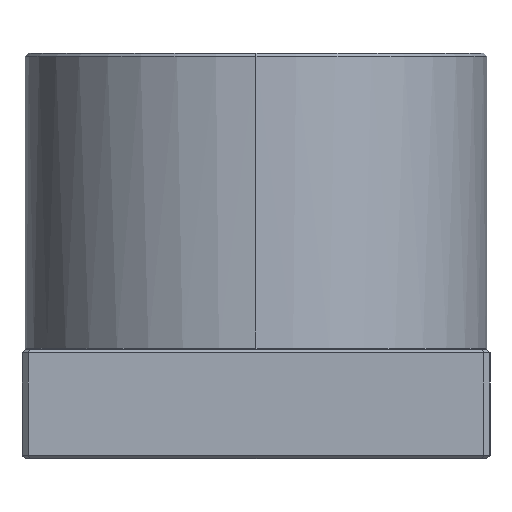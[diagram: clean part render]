
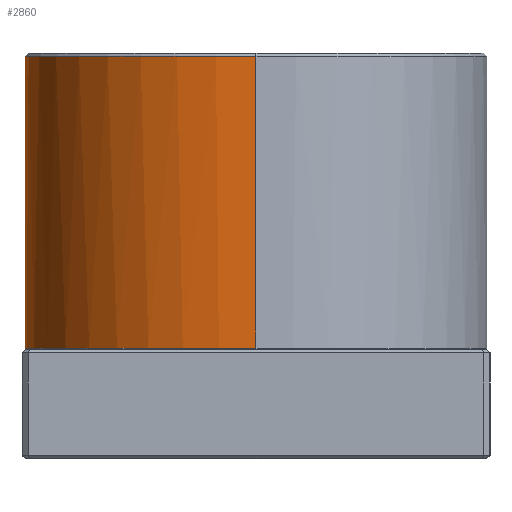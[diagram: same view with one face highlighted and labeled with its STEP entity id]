
A CAD part, left-side view. The second image highlights one B-rep face of the part: STEP entity #2860.
In plain terms, the highlighted cylindrical face has radius 74 mm (diameter 148 mm), a partial arc.
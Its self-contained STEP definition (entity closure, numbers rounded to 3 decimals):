
#17 = VERTEX_POINT ( 'NONE', #1910 ) ;
#24 = DIRECTION ( 'NONE',  ( 0., 0., 1. ) ) ;
#67 = CARTESIAN_POINT ( 'NONE',  ( -2.855, 73.959, 35.236 ) ) ;
#141 = DIRECTION ( 'NONE',  ( 1., 0., 0. ) ) ;
#143 = ORIENTED_EDGE ( 'NONE', *, *, #1594, .T. ) ;
#185 = CIRCLE ( 'NONE', #645, 74. ) ;
#242 = VERTEX_POINT ( 'NONE', #2014 ) ;
#246 = CARTESIAN_POINT ( 'NONE',  ( 0., 0., 130. ) ) ;
#270 = CIRCLE ( 'NONE', #3370, 74. ) ;
#326 = CARTESIAN_POINT ( 'NONE',  ( -5.707, 73.783, 35.419 ) ) ;
#344 = CARTESIAN_POINT ( 'NONE',  ( 74., 0., 130. ) ) ;
#378 = CARTESIAN_POINT ( 'NONE',  ( -74., 0., 130. ) ) ;
#471 = CYLINDRICAL_SURFACE ( 'NONE', #3212, 74. ) ;
#491 = EDGE_CURVE ( 'NONE', #495, #242, #270, .T. ) ;
#495 = VERTEX_POINT ( 'NONE', #2059 ) ;
#541 = LINE ( 'NONE', #378, #3229 ) ;
#581 = CARTESIAN_POINT ( 'NONE',  ( -7.847, 73.586, 35.5 ) ) ;
#634 = CARTESIAN_POINT ( 'NONE',  ( -74., 0., 35.5 ) ) ;
#645 = AXIS2_PLACEMENT_3D ( 'NONE', #3252, #1694, #141 ) ;
#681 = LINE ( 'NONE', #344, #3362 ) ;
#702 = CARTESIAN_POINT ( 'NONE',  ( 8.559, 73.503, 35.5 ) ) ;
#743 = ORIENTED_EDGE ( 'NONE', *, *, #1949, .T. ) ;
#953 = CARTESIAN_POINT ( 'NONE',  ( 7.134, 73.659, 35.48 ) ) ;
#1086 = CARTESIAN_POINT ( 'NONE',  ( 0., 74., 35. ) ) ;
#1171 = VERTEX_POINT ( 'NONE', #2918 ) ;
#1213 = CARTESIAN_POINT ( 'NONE',  ( 8.559, 73.503, 35.5 ) ) ;
#1220 = CARTESIAN_POINT ( 'NONE',  ( 4.994, 73.835, 35.378 ) ) ;
#1337 = ORIENTED_EDGE ( 'NONE', *, *, #3255, .T. ) ;
#1344 = CARTESIAN_POINT ( 'NONE',  ( -1.427, 74., 35.118 ) ) ;
#1354 = ORIENTED_EDGE ( 'NONE', *, *, #2117, .T. ) ;
#1365 = B_SPLINE_CURVE_WITH_KNOTS ( 'NONE', 3,
 ( #702, #1989, #953, #2768, #1220, #3043, #1481, #3308 ),
 .UNSPECIFIED., .F., .F.,
 ( 4, 2, 2, 4 ),
 ( 0., 0.002, 0.004, 0.009 ),
 .UNSPECIFIED. ) ;
#1427 = EDGE_CURVE ( 'NONE', #495, #1433, #541, .T. ) ;
#1433 = VERTEX_POINT ( 'NONE', #634 ) ;
#1481 = CARTESIAN_POINT ( 'NONE',  ( 1.428, 74., 35.118 ) ) ;
#1531 = DIRECTION ( 'NONE',  ( 0., 0., -1. ) ) ;
#1567 = CARTESIAN_POINT ( 'NONE',  ( 0., 0., 35.5 ) ) ;
#1594 = EDGE_CURVE ( 'NONE', #17, #1433, #3365, .T. ) ;
#1694 = DIRECTION ( 'NONE',  ( 0., 0., 1. ) ) ;
#1772 = EDGE_CURVE ( 'NONE', #1171, #17, #1880, .T. ) ;
#1830 = DIRECTION ( 'NONE',  ( 1., 0., 0. ) ) ;
#1873 = CARTESIAN_POINT ( 'NONE',  ( -4.994, 73.835, 35.378 ) ) ;
#1880 = B_SPLINE_CURVE_WITH_KNOTS ( 'NONE', 3,
 ( #1086, #1344, #67, #1873, #326, #2137, #581, #2389 ),
 .UNSPECIFIED., .F., .F.,
 ( 4, 2, 2, 4 ),
 ( 0., 0.004, 0.006, 0.009 ),
 .UNSPECIFIED. ) ;
#1910 = CARTESIAN_POINT ( 'NONE',  ( -8.559, 73.503, 35.5 ) ) ;
#1949 = EDGE_CURVE ( 'NONE', #2765, #1171, #1365, .T. ) ;
#1989 = CARTESIAN_POINT ( 'NONE',  ( 7.847, 73.586, 35.5 ) ) ;
#2014 = CARTESIAN_POINT ( 'NONE',  ( 74., 0., 129. ) ) ;
#2059 = CARTESIAN_POINT ( 'NONE',  ( -74., 0., 129. ) ) ;
#2117 = EDGE_CURVE ( 'NONE', #242, #2128, #681, .T. ) ;
#2128 = VERTEX_POINT ( 'NONE', #2153 ) ;
#2137 = CARTESIAN_POINT ( 'NONE',  ( -7.134, 73.659, 35.48 ) ) ;
#2153 = CARTESIAN_POINT ( 'NONE',  ( 74., 0., 35.5 ) ) ;
#2389 = CARTESIAN_POINT ( 'NONE',  ( -8.559, 73.503, 35.5 ) ) ;
#2442 = DIRECTION ( 'NONE',  ( 0., 0., -1. ) ) ;
#2498 = ORIENTED_EDGE ( 'NONE', *, *, #1772, .T. ) ;
#2530 = FACE_OUTER_BOUND ( 'NONE', #2598, .T. ) ;
#2556 = AXIS2_PLACEMENT_3D ( 'NONE', #1567, #24, #1830 ) ;
#2598 = EDGE_LOOP ( 'NONE', ( #2642, #1354, #1337, #743, #2498, #143, #3277 ) ) ;
#2642 = ORIENTED_EDGE ( 'NONE', *, *, #491, .T. ) ;
#2667 = DIRECTION ( 'NONE',  ( 0., 0., -1. ) ) ;
#2765 = VERTEX_POINT ( 'NONE', #1213 ) ;
#2768 = CARTESIAN_POINT ( 'NONE',  ( 5.707, 73.783, 35.419 ) ) ;
#2820 = DIRECTION ( 'NONE',  ( 0., 0., -1. ) ) ;
#2860 = ADVANCED_FACE ( 'NONE', ( #2530 ), #471, .T. ) ;
#2918 = CARTESIAN_POINT ( 'NONE',  ( 0., 74., 35. ) ) ;
#3043 = CARTESIAN_POINT ( 'NONE',  ( 2.855, 73.959, 35.236 ) ) ;
#3092 = CARTESIAN_POINT ( 'NONE',  ( 0., 0., 129. ) ) ;
#3212 = AXIS2_PLACEMENT_3D ( 'NONE', #246, #2820, #3359 ) ;
#3229 = VECTOR ( 'NONE', #2442, 1000. ) ;
#3252 = CARTESIAN_POINT ( 'NONE',  ( 0., 0., 35.5 ) ) ;
#3255 = EDGE_CURVE ( 'NONE', #2128, #2765, #185, .T. ) ;
#3277 = ORIENTED_EDGE ( 'NONE', *, *, #1427, .F. ) ;
#3308 = CARTESIAN_POINT ( 'NONE',  ( 0., 74., 35. ) ) ;
#3359 = DIRECTION ( 'NONE',  ( -1., 0., 0. ) ) ;
#3362 = VECTOR ( 'NONE', #2667, 1000. ) ;
#3365 = CIRCLE ( 'NONE', #2556, 74. ) ;
#3369 = DIRECTION ( 'NONE',  ( 1., 0., 0. ) ) ;
#3370 = AXIS2_PLACEMENT_3D ( 'NONE', #3092, #1531, #3369 ) ;
